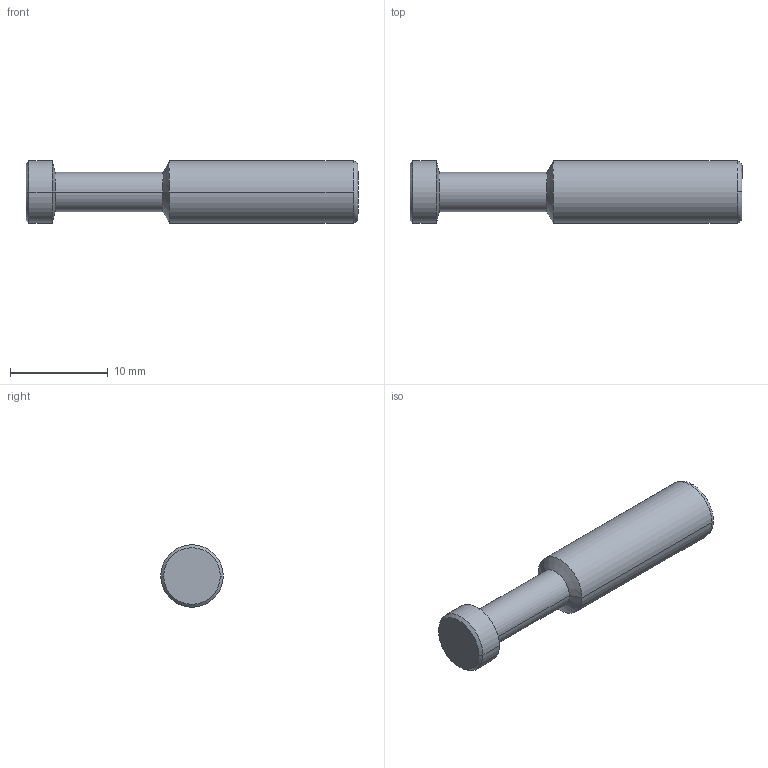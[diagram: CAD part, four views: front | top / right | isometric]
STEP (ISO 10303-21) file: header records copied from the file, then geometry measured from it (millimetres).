
FILE_DESCRIPTION (( 'STEP AP214' ), '1' );
FILE_NAME ('PLUG14.step', '2016-02-24T20:46:59', ( '' ), ( '' ), 'SwSTEP 2.0', 'SolidWorks 2015', '' );
FILE_SCHEMA (( 'AUTOMOTIVE_DESIGN' ));
Length unit declared in the file: inch
Products named in the file (1): PLUG14
Bounding box: 34 x 6.4 x 6.4 mm (x, y, z)
Volume: 855.9 mm3; surface area: 675.7 mm2
Topology: 1 solids, 1 shells, 16 faces, 32 edges, 18 vertices
Faces by surface type: cylinder 6, cone 6, bspline 2, plane 2
Entity records: 684 total; most frequent: CARTESIAN_POINT 103, DIRECTION 78, ORIENTED_EDGE 64, AXIS2_PLACEMENT_3D 33, EDGE_CURVE 32, DIMENSIONAL_EXPONENTS 19, LENGTH_MEASURE_WITH_UNIT 19, UNCERTAINTY_MEASURE_WITH_UNIT 19
